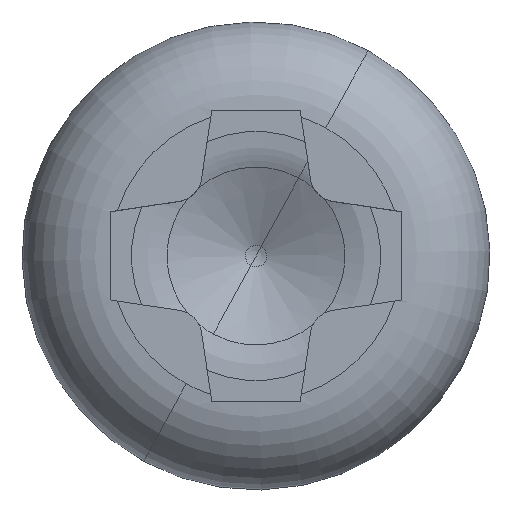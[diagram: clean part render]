
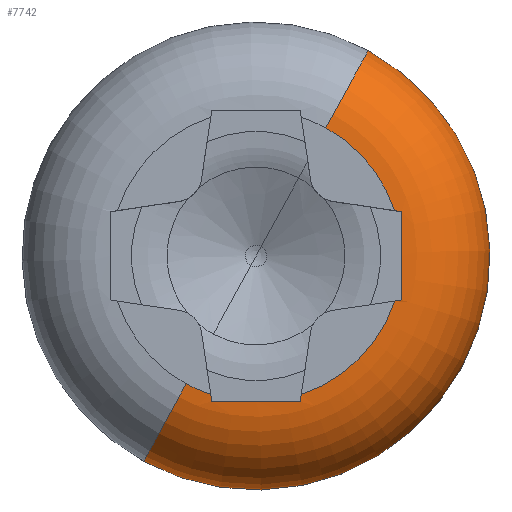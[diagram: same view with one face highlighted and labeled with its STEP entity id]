
A CAD part, top view. The second image highlights one B-rep face of the part: STEP entity #7742.
In plain terms, the highlighted toroidal (fillet/blend) face has major radius 1.65 mm and minor radius 1 mm.
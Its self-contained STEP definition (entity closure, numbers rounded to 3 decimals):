
#7499=CARTESIAN_POINT('Vertex',(1.27,2.326,0.8)) ;
#7502=CARTESIAN_POINT('Axis2P3D Location',(0.,0.,0.8)) ;
#7506=CARTESIAN_POINT('Vertex',(-1.27,-2.326,0.8)) ;
#7580=CARTESIAN_POINT('Axis2P3D Location',(0.,0.,0.8)) ;
#7586=CARTESIAN_POINT('Control Point',(1.65,0.002,1.8)) ;
#7587=CARTESIAN_POINT('Control Point',(1.65,0.001,1.8)) ;
#7588=CARTESIAN_POINT('Control Point',(1.65,0.001,1.8)) ;
#7589=CARTESIAN_POINT('Control Point',(1.65,0.001,1.8)) ;
#7590=CARTESIAN_POINT('Control Point',(1.65,0.,1.8)) ;
#7591=CARTESIAN_POINT('Control Point',(1.65,0.,1.8)) ;
#7592=CARTESIAN_POINT('Vertex',(1.65,0.,1.8)) ;
#7594=CARTESIAN_POINT('Vertex',(1.65,0.002,1.8)) ;
#7598=CARTESIAN_POINT('Control Point',(1.65,0.,1.8)) ;
#7599=CARTESIAN_POINT('Control Point',(1.65,0.,1.8)) ;
#7600=CARTESIAN_POINT('Control Point',(1.65,-0.001,1.8)) ;
#7601=CARTESIAN_POINT('Control Point',(1.65,-0.001,1.8)) ;
#7602=CARTESIAN_POINT('Control Point',(1.65,-0.001,1.8)) ;
#7603=CARTESIAN_POINT('Control Point',(1.65,-0.002,1.8)) ;
#7604=CARTESIAN_POINT('Vertex',(1.65,-0.002,1.8)) ;
#7608=CARTESIAN_POINT('Control Point',(1.65,-0.002,1.8)) ;
#7609=CARTESIAN_POINT('Control Point',(1.65,-0.167,1.8)) ;
#7610=CARTESIAN_POINT('Control Point',(1.65,-0.332,1.801)) ;
#7611=CARTESIAN_POINT('Control Point',(1.65,-0.5,1.797)) ;
#7612=CARTESIAN_POINT('Vertex',(1.65,-0.5,1.797)) ;
#7616=CARTESIAN_POINT('Control Point',(1.568,-0.512,1.8)) ;
#7617=CARTESIAN_POINT('Control Point',(1.596,-0.508,1.8)) ;
#7618=CARTESIAN_POINT('Control Point',(1.623,-0.504,1.799)) ;
#7619=CARTESIAN_POINT('Control Point',(1.65,-0.5,1.797)) ;
#7620=CARTESIAN_POINT('Vertex',(1.568,-0.512,1.8)) ;
#7623=CARTESIAN_POINT('Axis2P3D Location',(0.,0.,1.8)) ;
#7627=CARTESIAN_POINT('Vertex',(0.512,-1.568,1.8)) ;
#7631=CARTESIAN_POINT('Control Point',(0.512,-1.568,1.8)) ;
#7632=CARTESIAN_POINT('Control Point',(0.508,-1.596,1.8)) ;
#7633=CARTESIAN_POINT('Control Point',(0.504,-1.623,1.799)) ;
#7634=CARTESIAN_POINT('Control Point',(0.5,-1.65,1.797)) ;
#7635=CARTESIAN_POINT('Vertex',(0.5,-1.65,1.797)) ;
#7639=CARTESIAN_POINT('Control Point',(0.002,-1.65,1.8)) ;
#7640=CARTESIAN_POINT('Control Point',(0.167,-1.65,1.8)) ;
#7641=CARTESIAN_POINT('Control Point',(0.332,-1.65,1.801)) ;
#7642=CARTESIAN_POINT('Control Point',(0.5,-1.65,1.797)) ;
#7643=CARTESIAN_POINT('Vertex',(0.002,-1.65,1.8)) ;
#7647=CARTESIAN_POINT('Control Point',(0.,-1.65,1.8)) ;
#7648=CARTESIAN_POINT('Control Point',(0.,-1.65,1.8)) ;
#7649=CARTESIAN_POINT('Control Point',(0.001,-1.65,1.8)) ;
#7650=CARTESIAN_POINT('Control Point',(0.001,-1.65,1.8)) ;
#7651=CARTESIAN_POINT('Control Point',(0.001,-1.65,1.8)) ;
#7652=CARTESIAN_POINT('Control Point',(0.002,-1.65,1.8)) ;
#7653=CARTESIAN_POINT('Vertex',(0.,-1.65,1.8)) ;
#7657=CARTESIAN_POINT('Control Point',(-0.002,-1.65,1.8)) ;
#7658=CARTESIAN_POINT('Control Point',(-0.001,-1.65,1.8)) ;
#7659=CARTESIAN_POINT('Control Point',(-0.001,-1.65,1.8)) ;
#7660=CARTESIAN_POINT('Control Point',(-0.001,-1.65,1.8)) ;
#7661=CARTESIAN_POINT('Control Point',(0.,-1.65,1.8)) ;
#7662=CARTESIAN_POINT('Control Point',(0.,-1.65,1.8)) ;
#7663=CARTESIAN_POINT('Vertex',(-0.002,-1.65,1.8)) ;
#7667=CARTESIAN_POINT('Control Point',(-0.002,-1.65,1.8)) ;
#7668=CARTESIAN_POINT('Control Point',(-0.167,-1.65,1.8)) ;
#7669=CARTESIAN_POINT('Control Point',(-0.332,-1.65,1.801)) ;
#7670=CARTESIAN_POINT('Control Point',(-0.5,-1.65,1.797)) ;
#7671=CARTESIAN_POINT('Vertex',(-0.5,-1.65,1.797)) ;
#7675=CARTESIAN_POINT('Control Point',(-0.512,-1.568,1.8)) ;
#7676=CARTESIAN_POINT('Control Point',(-0.508,-1.596,1.8)) ;
#7677=CARTESIAN_POINT('Control Point',(-0.504,-1.623,1.799)) ;
#7678=CARTESIAN_POINT('Control Point',(-0.5,-1.65,1.797)) ;
#7679=CARTESIAN_POINT('Vertex',(-0.512,-1.568,1.8)) ;
#7682=CARTESIAN_POINT('Axis2P3D Location',(0.,0.,1.8)) ;
#7686=CARTESIAN_POINT('Vertex',(-0.791,-1.448,1.8)) ;
#7689=CARTESIAN_POINT('Axis2P3D Location',(-0.791,-1.448,0.8)) ;
#7694=CARTESIAN_POINT('Axis2P3D Location',(0.791,1.448,0.8)) ;
#7698=CARTESIAN_POINT('Vertex',(0.791,1.448,1.8)) ;
#7701=CARTESIAN_POINT('Axis2P3D Location',(0.,0.,1.8)) ;
#7705=CARTESIAN_POINT('Vertex',(1.568,0.512,1.8)) ;
#7709=CARTESIAN_POINT('Control Point',(1.568,0.512,1.8)) ;
#7710=CARTESIAN_POINT('Control Point',(1.596,0.508,1.8)) ;
#7711=CARTESIAN_POINT('Control Point',(1.623,0.504,1.799)) ;
#7712=CARTESIAN_POINT('Control Point',(1.65,0.5,1.797)) ;
#7713=CARTESIAN_POINT('Vertex',(1.65,0.5,1.797)) ;
#7717=CARTESIAN_POINT('Control Point',(1.65,0.002,1.8)) ;
#7718=CARTESIAN_POINT('Control Point',(1.65,0.167,1.8)) ;
#7719=CARTESIAN_POINT('Control Point',(1.65,0.332,1.801)) ;
#7720=CARTESIAN_POINT('Control Point',(1.65,0.5,1.797)) ;
#7503=DIRECTION('Axis2P3D Direction',(0.,0.,-1.)) ;
#7581=DIRECTION('Axis2P3D Direction',(0.,0.,-1.)) ;
#7582=DIRECTION('Axis2P3D XDirection',(0.479,0.878,0.)) ;
#7624=DIRECTION('Axis2P3D Direction',(0.,0.,-1.)) ;
#7683=DIRECTION('Axis2P3D Direction',(0.,0.,-1.)) ;
#7690=DIRECTION('Axis2P3D Direction',(0.878,-0.479,0.)) ;
#7695=DIRECTION('Axis2P3D Direction',(-0.878,0.479,0.)) ;
#7702=DIRECTION('Axis2P3D Direction',(0.,0.,-1.)) ;
#7504=AXIS2_PLACEMENT_3D('Circle Axis2P3D',#7502,#7503,$) ;
#7583=AXIS2_PLACEMENT_3D('Torus Axis2P3D',#7580,#7581,#7582) ;
#7625=AXIS2_PLACEMENT_3D('Circle Axis2P3D',#7623,#7624,$) ;
#7684=AXIS2_PLACEMENT_3D('Circle Axis2P3D',#7682,#7683,$) ;
#7691=AXIS2_PLACEMENT_3D('Circle Axis2P3D',#7689,#7690,$) ;
#7696=AXIS2_PLACEMENT_3D('Circle Axis2P3D',#7694,#7695,$) ;
#7703=AXIS2_PLACEMENT_3D('Circle Axis2P3D',#7701,#7702,$) ;
#7723=ORIENTED_EDGE('',*,*,#7596,.F.) ;
#7724=ORIENTED_EDGE('',*,*,#7606,.F.) ;
#7725=ORIENTED_EDGE('',*,*,#7614,.T.) ;
#7726=ORIENTED_EDGE('',*,*,#7622,.F.) ;
#7727=ORIENTED_EDGE('',*,*,#7629,.T.) ;
#7728=ORIENTED_EDGE('',*,*,#7637,.T.) ;
#7729=ORIENTED_EDGE('',*,*,#7645,.F.) ;
#7730=ORIENTED_EDGE('',*,*,#7655,.F.) ;
#7731=ORIENTED_EDGE('',*,*,#7665,.F.) ;
#7732=ORIENTED_EDGE('',*,*,#7673,.T.) ;
#7733=ORIENTED_EDGE('',*,*,#7681,.F.) ;
#7734=ORIENTED_EDGE('',*,*,#7688,.T.) ;
#7735=ORIENTED_EDGE('',*,*,#7693,.F.) ;
#7736=ORIENTED_EDGE('',*,*,#7508,.F.) ;
#7737=ORIENTED_EDGE('',*,*,#7700,.T.) ;
#7738=ORIENTED_EDGE('',*,*,#7707,.T.) ;
#7739=ORIENTED_EDGE('',*,*,#7715,.T.) ;
#7740=ORIENTED_EDGE('',*,*,#7721,.F.) ;
#7742=ADVANCED_FACE('PartBody',(#7741),#7584,.T.) ;
#7585=B_SPLINE_CURVE_WITH_KNOTS('',5,(#7586,#7587,#7588,#7589,#7590,#7591),.UNSPECIFIED.,.F.,.U.,(6,6),(-0.001,0.001),.UNSPECIFIED.) ;
#7597=B_SPLINE_CURVE_WITH_KNOTS('',5,(#7598,#7599,#7600,#7601,#7602,#7603),.UNSPECIFIED.,.F.,.U.,(6,6),(-0.001,0.001),.UNSPECIFIED.) ;
#7607=B_SPLINE_CURVE_WITH_KNOTS('',3,(#7608,#7609,#7610,#7611),.UNSPECIFIED.,.F.,.U.,(4,4),(0.,0.7),.UNSPECIFIED.) ;
#7615=B_SPLINE_CURVE_WITH_KNOTS('',3,(#7616,#7617,#7618,#7619),.UNSPECIFIED.,.F.,.U.,(4,4),(0.,0.116),.UNSPECIFIED.) ;
#7630=B_SPLINE_CURVE_WITH_KNOTS('',3,(#7631,#7632,#7633,#7634),.UNSPECIFIED.,.F.,.U.,(4,4),(0.,0.116),.UNSPECIFIED.) ;
#7638=B_SPLINE_CURVE_WITH_KNOTS('',3,(#7639,#7640,#7641,#7642),.UNSPECIFIED.,.F.,.U.,(4,4),(0.,0.7),.UNSPECIFIED.) ;
#7646=B_SPLINE_CURVE_WITH_KNOTS('',5,(#7647,#7648,#7649,#7650,#7651,#7652),.UNSPECIFIED.,.F.,.U.,(6,6),(-0.001,0.001),.UNSPECIFIED.) ;
#7656=B_SPLINE_CURVE_WITH_KNOTS('',5,(#7657,#7658,#7659,#7660,#7661,#7662),.UNSPECIFIED.,.F.,.U.,(6,6),(-0.001,0.001),.UNSPECIFIED.) ;
#7666=B_SPLINE_CURVE_WITH_KNOTS('',3,(#7667,#7668,#7669,#7670),.UNSPECIFIED.,.F.,.U.,(4,4),(0.,0.7),.UNSPECIFIED.) ;
#7674=B_SPLINE_CURVE_WITH_KNOTS('',3,(#7675,#7676,#7677,#7678),.UNSPECIFIED.,.F.,.U.,(4,4),(0.,0.116),.UNSPECIFIED.) ;
#7708=B_SPLINE_CURVE_WITH_KNOTS('',3,(#7709,#7710,#7711,#7712),.UNSPECIFIED.,.F.,.U.,(4,4),(0.,0.116),.UNSPECIFIED.) ;
#7716=B_SPLINE_CURVE_WITH_KNOTS('',3,(#7717,#7718,#7719,#7720),.UNSPECIFIED.,.F.,.U.,(4,4),(0.,0.7),.UNSPECIFIED.) ;
#7505=CIRCLE('generated circle',#7504,2.65) ;
#7626=CIRCLE('generated circle',#7625,1.65) ;
#7685=CIRCLE('generated circle',#7684,1.65) ;
#7692=CIRCLE('generated circle',#7691,1.) ;
#7697=CIRCLE('generated circle',#7696,1.) ;
#7704=CIRCLE('generated circle',#7703,1.65) ;
#7584=TOROIDAL_SURFACE('homeo Torus',#7583,1.65,1.) ;
#7508=EDGE_CURVE('',#7500,#7507,#7505,.T.) ;
#7596=EDGE_CURVE('',#7593,#7595,#7585,.F.) ;
#7606=EDGE_CURVE('',#7605,#7593,#7597,.F.) ;
#7614=EDGE_CURVE('',#7605,#7613,#7607,.T.) ;
#7622=EDGE_CURVE('',#7621,#7613,#7615,.T.) ;
#7629=EDGE_CURVE('',#7621,#7628,#7626,.T.) ;
#7637=EDGE_CURVE('',#7628,#7636,#7630,.T.) ;
#7645=EDGE_CURVE('',#7644,#7636,#7638,.T.) ;
#7655=EDGE_CURVE('',#7654,#7644,#7646,.T.) ;
#7665=EDGE_CURVE('',#7664,#7654,#7656,.T.) ;
#7673=EDGE_CURVE('',#7664,#7672,#7666,.T.) ;
#7681=EDGE_CURVE('',#7680,#7672,#7674,.T.) ;
#7688=EDGE_CURVE('',#7680,#7687,#7685,.T.) ;
#7693=EDGE_CURVE('',#7507,#7687,#7692,.F.) ;
#7700=EDGE_CURVE('',#7500,#7699,#7697,.F.) ;
#7707=EDGE_CURVE('',#7699,#7706,#7704,.T.) ;
#7715=EDGE_CURVE('',#7706,#7714,#7708,.T.) ;
#7721=EDGE_CURVE('',#7595,#7714,#7716,.T.) ;
#7722=EDGE_LOOP('',(#7723,#7724,#7725,#7726,#7727,#7728,#7729,#7730,#7731,#7732,#7733,#7734,#7735,#7736,#7737,#7738,#7739,#7740)) ;
#7741=FACE_OUTER_BOUND('',#7722,.T.) ;
#7500=VERTEX_POINT('',#7499) ;
#7507=VERTEX_POINT('',#7506) ;
#7593=VERTEX_POINT('',#7592) ;
#7595=VERTEX_POINT('',#7594) ;
#7605=VERTEX_POINT('',#7604) ;
#7613=VERTEX_POINT('',#7612) ;
#7621=VERTEX_POINT('',#7620) ;
#7628=VERTEX_POINT('',#7627) ;
#7636=VERTEX_POINT('',#7635) ;
#7644=VERTEX_POINT('',#7643) ;
#7654=VERTEX_POINT('',#7653) ;
#7664=VERTEX_POINT('',#7663) ;
#7672=VERTEX_POINT('',#7671) ;
#7680=VERTEX_POINT('',#7679) ;
#7687=VERTEX_POINT('',#7686) ;
#7699=VERTEX_POINT('',#7698) ;
#7706=VERTEX_POINT('',#7705) ;
#7714=VERTEX_POINT('',#7713) ;
